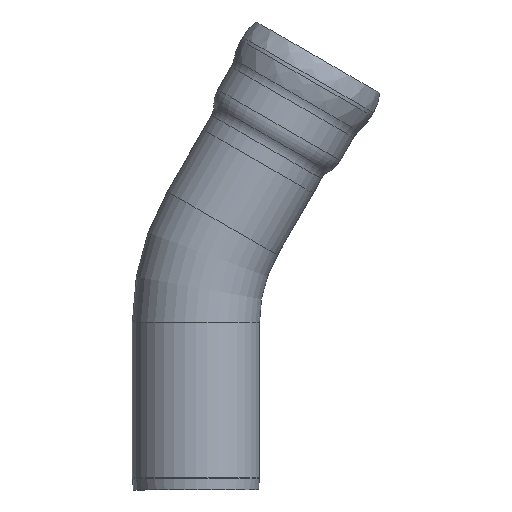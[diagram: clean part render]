
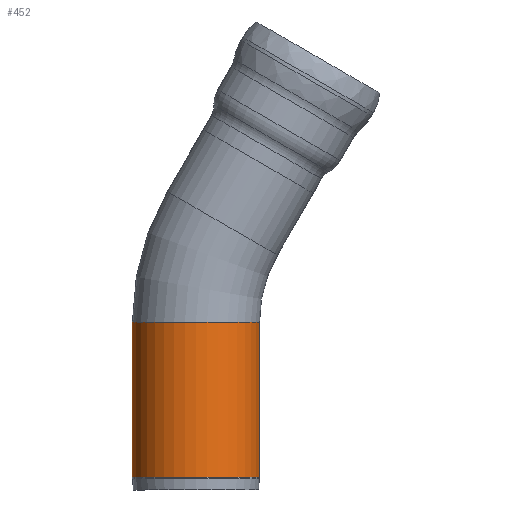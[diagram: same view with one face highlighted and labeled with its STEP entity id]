
A CAD part, front view. The second image highlights one B-rep face of the part: STEP entity #452.
In plain terms, the highlighted cylindrical face has radius 265 mm (diameter 530 mm), a full revolution.
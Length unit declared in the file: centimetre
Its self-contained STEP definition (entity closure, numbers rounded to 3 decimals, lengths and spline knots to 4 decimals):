
#24=CYLINDRICAL_SURFACE('',#489,26.5);
#46=FACE_OUTER_BOUND('',#74,.T.);
#74=EDGE_LOOP('',(#313,#314,#315,#316,#317));
#101=LINE('',#767,#115);
#115=VECTOR('',#589,26.5);
#131=CIRCLE('',#486,26.5);
#133=CIRCLE('',#488,26.5);
#134=CIRCLE('',#490,26.5);
#189=VERTEX_POINT('',#759);
#190=VERTEX_POINT('',#760);
#191=VERTEX_POINT('',#765);
#234=EDGE_CURVE('',#189,#190,#131,.T.);
#236=EDGE_CURVE('',#190,#189,#133,.T.);
#237=EDGE_CURVE('',#191,#191,#134,.T.);
#238=EDGE_CURVE('',#191,#190,#101,.T.);
#313=ORIENTED_EDGE('',*,*,#237,.T.);
#314=ORIENTED_EDGE('',*,*,#238,.T.);
#315=ORIENTED_EDGE('',*,*,#236,.T.);
#316=ORIENTED_EDGE('',*,*,#234,.T.);
#317=ORIENTED_EDGE('',*,*,#238,.F.);
#452=ADVANCED_FACE('',(#46),#24,.T.);
#486=AXIS2_PLACEMENT_3D('',#761,#579,#580);
#488=AXIS2_PLACEMENT_3D('',#763,#583,#584);
#489=AXIS2_PLACEMENT_3D('',#764,#585,#586);
#490=AXIS2_PLACEMENT_3D('',#766,#587,#588);
#579=DIRECTION('center_axis',(0.,0.,
1.));
#580=DIRECTION('ref_axis',(1.,0.,0.));
#583=DIRECTION('center_axis',(0.,0.,
1.));
#584=DIRECTION('ref_axis',(1.,0.,0.));
#585=DIRECTION('center_axis',(0.,0.,
1.));
#586=DIRECTION('ref_axis',(-1.,0.,0.));
#587=DIRECTION('center_axis',(0.,0.,
-1.));
#588=DIRECTION('ref_axis',(-1.,0.,0.));
#589=DIRECTION('',(0.,0.,-1.));
#759=CARTESIAN_POINT('',(21.9249,222.0264,-57.7223));
#760=CARTESIAN_POINT('',(48.4249,195.5264,-57.7223));
#761=CARTESIAN_POINT('Origin',(21.9249,195.5264,-57.7223));
#763=CARTESIAN_POINT('Origin',(21.9249,195.5264,-57.7223));
#764=CARTESIAN_POINT('Origin',(21.9249,195.5264,-25.419));
#765=CARTESIAN_POINT('',(48.4249,195.5264,6.8843));
#766=CARTESIAN_POINT('Origin',(21.9249,195.5264,6.8843));
#767=CARTESIAN_POINT('',(48.4249,195.5264,-25.419));
